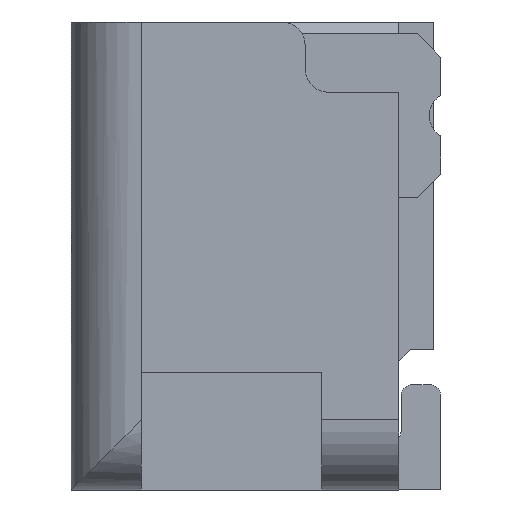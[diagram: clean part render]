
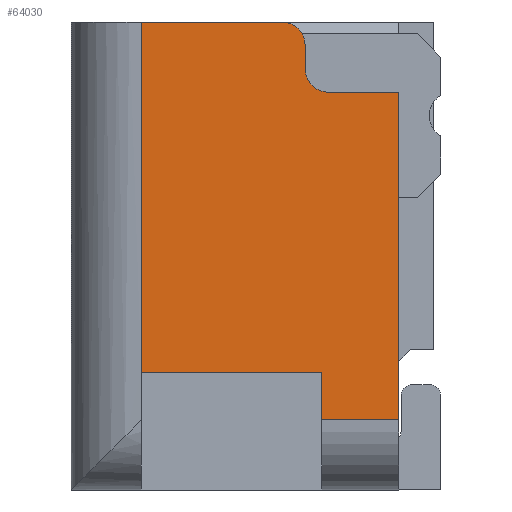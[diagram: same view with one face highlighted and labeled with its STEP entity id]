
A CAD part, left-side view. The second image highlights one B-rep face of the part: STEP entity #64030.
In plain terms, the highlighted planar face has unit normal (-1, 0, 0).
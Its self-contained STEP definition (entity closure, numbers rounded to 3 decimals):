
#37230=CARTESIAN_POINT('',(0.9,1.19,2.03));
#37240=VERTEX_POINT('',#37230);
#37270=CARTESIAN_POINT('',(0.9,1.19,0.));
#37280=DIRECTION('',(0.,0.,-1.));
#37290=VECTOR('',#37280,1.);
#37300=LINE('',#37270,#37290);
#37310=CARTESIAN_POINT('',(0.9,1.19,0.53));
#37320=VERTEX_POINT('',#37310);
#37330=EDGE_CURVE('',#37240,#37320,#37300,.T.);
#61640=CARTESIAN_POINT('',(0.9,0.,0.53));
#61650=DIRECTION('',(0.,-1.,0.));
#61660=VECTOR('',#61650,1.);
#61670=LINE('',#61640,#61660);
#61680=CARTESIAN_POINT('',(0.9,0.42,0.53));
#61690=VERTEX_POINT('',#61680);
#61700=EDGE_CURVE('',#37320,#61690,#61670,.T.);
#63300=CARTESIAN_POINT('',(0.9,0.067,2.082));
#63310=DIRECTION('',(-1.,0.,0.));
#63320=DIRECTION('',(0.,1.,0.));
#63330=AXIS2_PLACEMENT_3D('',#63300,#63310,#63320);
#63340=PLANE('',#63330);
#63350=CARTESIAN_POINT('',(0.9,0.42,0.));
#63360=DIRECTION('',(0.,0.,-1.));
#63370=VECTOR('',#63360,1.);
#63380=LINE('',#63350,#63370);
#63390=CARTESIAN_POINT('',(0.9,0.42,0.33));
#63400=VERTEX_POINT('',#63390);
#63410=EDGE_CURVE('',#61690,#63400,#63380,.T.);
#63420=ORIENTED_EDGE('',*,*,#63410,.T.);
#63430=ORIENTED_EDGE('',*,*,#61700,.T.);
#63440=ORIENTED_EDGE('',*,*,#37330,.T.);
#63450=CARTESIAN_POINT('',(0.9,0.,2.03));
#63460=DIRECTION('',(0.,1.,0.));
#63470=VECTOR('',#63460,1.);
#63480=LINE('',#63450,#63470);
#63490=CARTESIAN_POINT('',(0.9,0.59,2.03));
#63500=VERTEX_POINT('',#63490);
#63510=EDGE_CURVE('',#63500,#37240,#63480,.T.);
#63520=ORIENTED_EDGE('',*,*,#63510,.T.);
#63530=CARTESIAN_POINT('',(0.9,0.59,1.93));
#63540=DIRECTION('',(1.,0.,0.));
#63550=DIRECTION('',(0.,-1.,0.));
#63560=AXIS2_PLACEMENT_3D('',#63530,#63540,#63550);
#63570=CIRCLE('',#63560,0.1);
#63580=CARTESIAN_POINT('',(0.9,0.49,1.93));
#63590=VERTEX_POINT('',#63580);
#63600=EDGE_CURVE('',#63500,#63590,#63570,.T.);
#63610=ORIENTED_EDGE('',*,*,#63600,.F.);
#63620=CARTESIAN_POINT('',(0.9,0.49,0.));
#63630=DIRECTION('',(0.,0.,-1.));
#63640=VECTOR('',#63630,1.);
#63650=LINE('',#63620,#63640);
#63660=CARTESIAN_POINT('',(0.9,0.49,1.83));
#63670=VERTEX_POINT('',#63660);
#63680=EDGE_CURVE('',#63590,#63670,#63650,.T.);
#63690=ORIENTED_EDGE('',*,*,#63680,.F.);
#63700=CARTESIAN_POINT('',(0.9,0.39,1.83));
#63710=DIRECTION('',(-1.,0.,0.));
#63720=DIRECTION('',(0.,1.,0.));
#63730=AXIS2_PLACEMENT_3D('',#63700,#63710,#63720);
#63740=CIRCLE('',#63730,0.1);
#63750=CARTESIAN_POINT('',(0.9,0.39,1.73));
#63760=VERTEX_POINT('',#63750);
#63770=EDGE_CURVE('',#63670,#63760,#63740,.T.);
#63780=ORIENTED_EDGE('',*,*,#63770,.F.);
#63790=CARTESIAN_POINT('',(0.9,0.,1.73));
#63800=DIRECTION('',(0.,-1.,0.));
#63810=VECTOR('',#63800,1.);
#63820=LINE('',#63790,#63810);
#63830=CARTESIAN_POINT('',(0.9,0.09,1.73));
#63840=VERTEX_POINT('',#63830);
#63850=EDGE_CURVE('',#63760,#63840,#63820,.T.);
#63860=ORIENTED_EDGE('',*,*,#63850,.F.);
#63870=CARTESIAN_POINT('',(0.9,0.09,0.));
#63880=DIRECTION('',(0.,0.,1.));
#63890=VECTOR('',#63880,1.);
#63900=LINE('',#63870,#63890);
#63910=CARTESIAN_POINT('',(0.9,0.09,0.33));
#63920=VERTEX_POINT('',#63910);
#63930=EDGE_CURVE('',#63920,#63840,#63900,.T.);
#63940=ORIENTED_EDGE('',*,*,#63930,.T.);
#63950=CARTESIAN_POINT('',(0.9,0.,0.33));
#63960=DIRECTION('',(0.,-1.,0.));
#63970=VECTOR('',#63960,1.);
#63980=LINE('',#63950,#63970);
#63990=EDGE_CURVE('',#63400,#63920,#63980,.T.);
#64000=ORIENTED_EDGE('',*,*,#63990,.T.);
#64010=EDGE_LOOP('',(#64000,#63940,#63860,#63780,#63690,#63610,#63520,
#63440,#63430,#63420));
#64020=FACE_OUTER_BOUND('',#64010,.T.);
#64030=ADVANCED_FACE('',(#64020),#63340,.T.);
